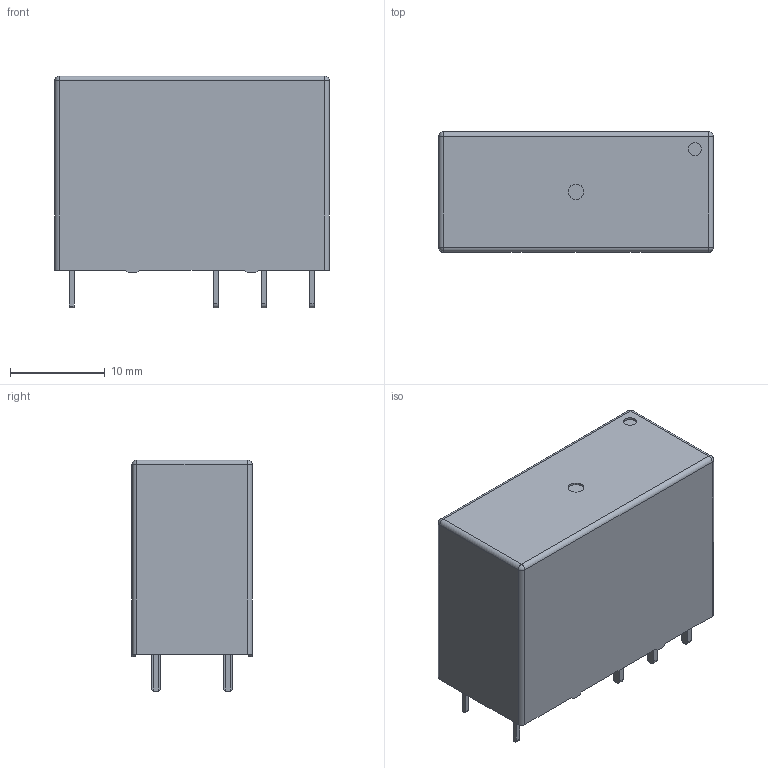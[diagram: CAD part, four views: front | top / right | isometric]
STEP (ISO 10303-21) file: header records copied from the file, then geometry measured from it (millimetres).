
FILE_DESCRIPTION (( 'STEP AP214' ), '1' );
FILE_NAME ('RELAY-TH_HRM2H-S-DC12V-C.step', '2022-07-09T13:35:14', ( '' ), ( '' ), 'SwSTEP 2.0', 'SolidWorks 2020', '' );
FILE_SCHEMA (( 'AUTOMOTIVE_DESIGN' ));
Length unit declared in the file: millimetre
Products named in the file (1): RELAY-TH_HRM2H-S-DC12V-C
Bounding box: 29 x 12.71 x 24.5 mm (x, y, z)
Volume: 7554.8 mm3; surface area: 2503.8 mm2
Topology: 1 solids, 1 shells, 373 faces, 997 edges, 658 vertices
Faces by surface type: plane 229, bspline 112, cylinder 28, sphere 4
Entity records: 16286 total; most frequent: CARTESIAN_POINT 4129, ORIENTED_EDGE 1986, DIRECTION 1345, EDGE_CURVE 993, LINE 709, VECTOR 709, VERTEX_POINT 658, EDGE_LOOP 409
